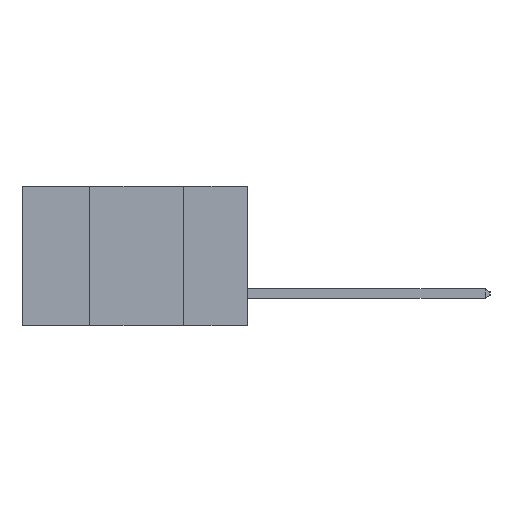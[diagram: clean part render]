
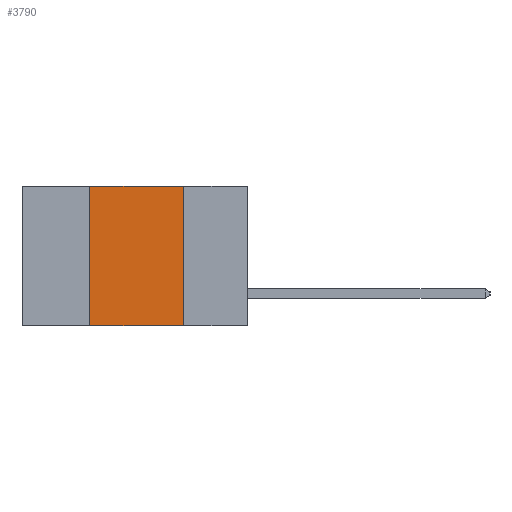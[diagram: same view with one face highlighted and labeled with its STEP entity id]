
A CAD part, left-side view. The second image highlights one B-rep face of the part: STEP entity #3790.
In plain terms, the highlighted planar face has unit normal (-1, 0, 0).
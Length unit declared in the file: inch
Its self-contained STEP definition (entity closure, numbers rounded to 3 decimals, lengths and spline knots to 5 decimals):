
#631 = ORIENTED_EDGE ( 'NONE', *, *, #1831, .F. ) ;
#816 = EDGE_LOOP ( 'NONE', ( #631, #918, #13035, #5912 ) ) ;
#918 = ORIENTED_EDGE ( 'NONE', *, *, #973, .F. ) ;
#973 = EDGE_CURVE ( 'NONE', #3612, #14339, #13666, .T. ) ;
#1069 = DIRECTION ( 'NONE',  ( 0., -1., 0. ) ) ;
#1452 = LINE ( 'NONE', #11934, #7780 ) ;
#1831 = EDGE_CURVE ( 'NONE', #14339, #4212, #2322, .T. ) ;
#2322 = LINE ( 'NONE', #13468, #14976 ) ;
#3612 = VERTEX_POINT ( 'NONE', #7779 ) ;
#3790 = ADVANCED_FACE ( 'NONE', ( #7498 ), #6163, .F. ) ;
#4048 = VECTOR ( 'NONE', #5828, 39.37008 ) ;
#4212 = VERTEX_POINT ( 'NONE', #7971 ) ;
#4513 = CARTESIAN_POINT ( 'NONE',  ( 0., 0.42, -0.37 ) ) ;
#5828 = DIRECTION ( 'NONE',  ( 0., -1., 0. ) ) ;
#5836 = DIRECTION ( 'NONE',  ( 0., 0., -1. ) ) ;
#5912 = ORIENTED_EDGE ( 'NONE', *, *, #7405, .T. ) ;
#6163 = PLANE ( 'NONE',  #9773 ) ;
#6765 = DIRECTION ( 'NONE',  ( 1., 0., 0. ) ) ;
#7235 = CARTESIAN_POINT ( 'NONE',  ( 0., 0.6, 0. ) ) ;
#7405 = EDGE_CURVE ( 'NONE', #10023, #4212, #13224, .T. ) ;
#7498 = FACE_OUTER_BOUND ( 'NONE', #816, .T. ) ;
#7767 = CARTESIAN_POINT ( 'NONE',  ( 0., 0.17, 0. ) ) ;
#7779 = CARTESIAN_POINT ( 'NONE',  ( 0., 0.42, 0. ) ) ;
#7780 = VECTOR ( 'NONE', #14959, 39.37008 ) ;
#7971 = CARTESIAN_POINT ( 'NONE',  ( 0., 0.17, -0.37 ) ) ;
#8937 = VECTOR ( 'NONE', #1069, 39.37008 ) ;
#9012 = CARTESIAN_POINT ( 'NONE',  ( 0., 0.6, 0. ) ) ;
#9773 = AXIS2_PLACEMENT_3D ( 'NONE', #7235, #6765, #5836 ) ;
#10023 = VERTEX_POINT ( 'NONE', #4513 ) ;
#11934 = CARTESIAN_POINT ( 'NONE',  ( 0., 0.42, -0.37 ) ) ;
#12190 = CARTESIAN_POINT ( 'NONE',  ( 0., 0.6, -0.37 ) ) ;
#12436 = DIRECTION ( 'NONE',  ( 0., 0., -1. ) ) ;
#13035 = ORIENTED_EDGE ( 'NONE', *, *, #14673, .F. ) ;
#13224 = LINE ( 'NONE', #12190, #8937 ) ;
#13468 = CARTESIAN_POINT ( 'NONE',  ( 0., 0.17, -0.37 ) ) ;
#13666 = LINE ( 'NONE', #9012, #4048 ) ;
#14339 = VERTEX_POINT ( 'NONE', #7767 ) ;
#14673 = EDGE_CURVE ( 'NONE', #10023, #3612, #1452, .T. ) ;
#14959 = DIRECTION ( 'NONE',  ( 0., 0., 1. ) ) ;
#14976 = VECTOR ( 'NONE', #12436, 39.37008 ) ;
